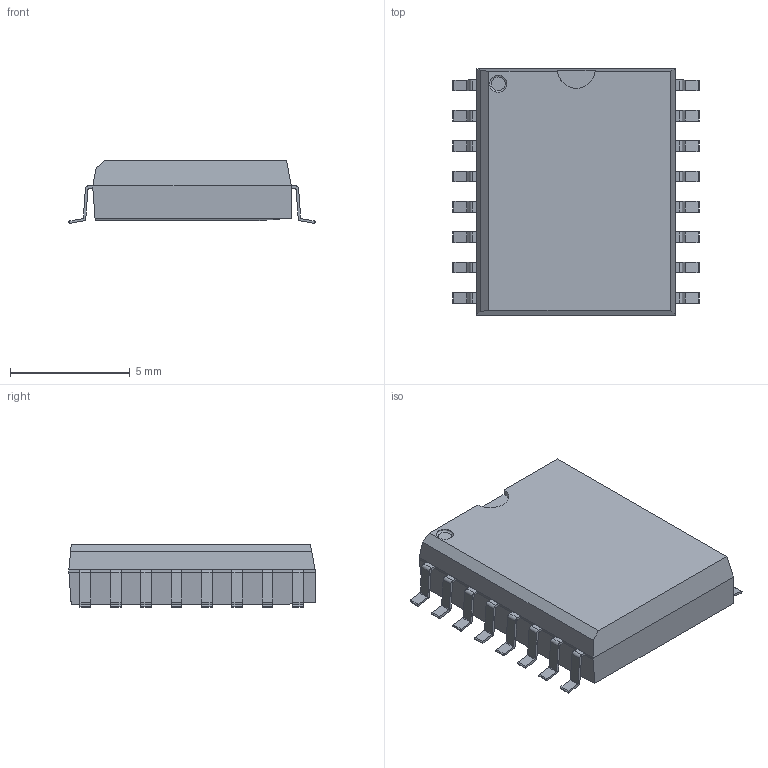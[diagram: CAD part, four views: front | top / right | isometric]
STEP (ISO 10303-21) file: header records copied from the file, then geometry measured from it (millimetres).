
FILE_DESCRIPTION(/* description */ (''),/* implementation_level */ '2;1');
FILE_NAME(/* name */ 'SO16-300.step',/* time_stamp */ '2020-05-18T16:31:40+03:00',/* author */ ('vlad.lapshuda'),/* organization */ (''),/* preprocessor_version */ 'ST-DEVELOPER v17.2',/* originating_system */ 'Autodesk Translation Framework v7.6.0.251',/* authorisation */ '');
FILE_SCHEMA (('AUTOMOTIVE_DESIGN { 1 0 10303 214 3 1 1 }'));
Length unit declared in the file: millimetre
Products named in the file (2): SO16-300; SO16-300_1
Assembly tree (1 placements, depth 2):
  SO16-300
    SO16-300_1
Bounding box: 10.3 x 10.3 x 2.61 mm (x, y, z)
Volume: 208.8 mm3; surface area: 292.8 mm2
Topology: 17 solids, 17 shells, 280 faces, 728 edges, 483 vertices
Faces by surface type: plane 181, cylinder 98, torus 1
Full cylindrical faces by diameter (mm): 0.721 x1
Entity records: 8631 total; most frequent: DIRECTION 1494, CARTESIAN_POINT 1494, ORIENTED_EDGE 1456, EDGE_CURVE 728, LINE 528, VECTOR 528, VERTEX_POINT 483, AXIS2_PLACEMENT_3D 483
